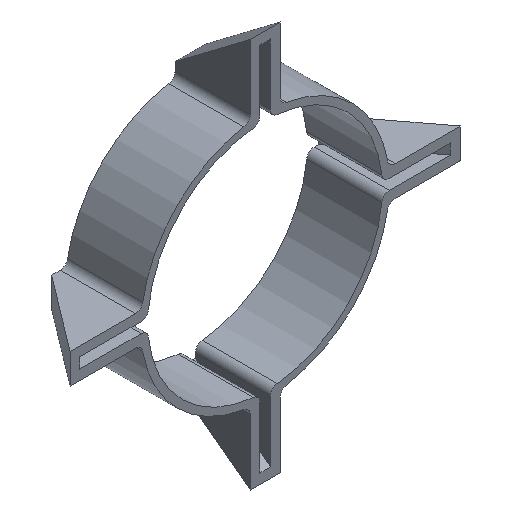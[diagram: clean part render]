
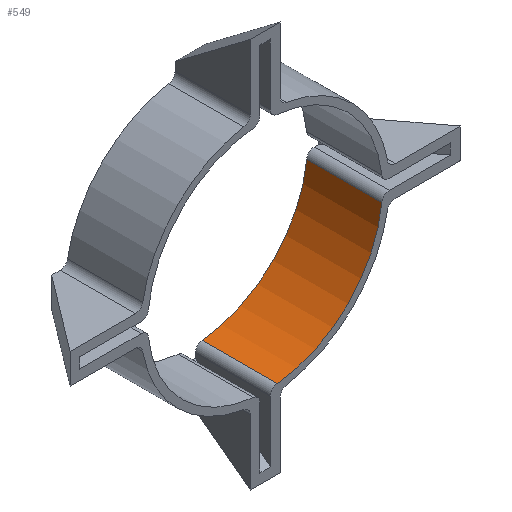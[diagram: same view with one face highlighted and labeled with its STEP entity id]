
A CAD part, isometric view. The second image highlights one B-rep face of the part: STEP entity #549.
In plain terms, the highlighted cylindrical face has radius 39.675 mm (diameter 79.35 mm), a partial arc.
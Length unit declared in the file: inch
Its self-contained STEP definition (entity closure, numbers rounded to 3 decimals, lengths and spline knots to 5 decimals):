
#8 = VERTEX_POINT ( 'NONE', #743 ) ;
#25 = CARTESIAN_POINT ( 'NONE',  ( 0., 0.5, 0. ) ) ;
#53 = LINE ( 'NONE', #72, #1100 ) ;
#72 = CARTESIAN_POINT ( 'NONE',  ( 0.15977, 0.5, -1.55381 ) ) ;
#135 = LINE ( 'NONE', #943, #1178 ) ;
#146 = CARTESIAN_POINT ( 'NONE',  ( 1.55381, 0.5, -0.15977 ) ) ;
#203 = DIRECTION ( 'NONE',  ( 0., -1., 0. ) ) ;
#406 = EDGE_CURVE ( 'NONE', #1542, #1337, #53, .T. ) ;
#429 = EDGE_CURVE ( 'NONE', #8, #1337, #1241, .T. ) ;
#548 = CARTESIAN_POINT ( 'NONE',  ( 0.15977, 0.5, -1.55381 ) ) ;
#549 = ADVANCED_FACE ( 'NONE', ( #1493 ), #650, .F. ) ;
#559 = ORIENTED_EDGE ( 'NONE', *, *, #656, .T. ) ;
#591 = AXIS2_PLACEMENT_3D ( 'NONE', #917, #778, #1093 ) ;
#620 = ORIENTED_EDGE ( 'NONE', *, *, #406, .T. ) ;
#650 = CYLINDRICAL_SURFACE ( 'NONE', #591, 1.562 ) ;
#656 = EDGE_CURVE ( 'NONE', #1003, #1542, #820, .T. ) ;
#667 = EDGE_LOOP ( 'NONE', ( #559, #620, #1710, #924 ) ) ;
#670 = DIRECTION ( 'NONE',  ( 0., 1., 0. ) ) ;
#743 = CARTESIAN_POINT ( 'NONE',  ( 1.55381, -0.5, -0.15977 ) ) ;
#778 = DIRECTION ( 'NONE',  ( 0., -1., 0. ) ) ;
#820 = CIRCLE ( 'NONE', #1440, 1.562 ) ;
#917 = CARTESIAN_POINT ( 'NONE',  ( 0., 0.5, 0. ) ) ;
#924 = ORIENTED_EDGE ( 'NONE', *, *, #1419, .T. ) ;
#943 = CARTESIAN_POINT ( 'NONE',  ( 1.55381, 0.5, -0.15977 ) ) ;
#971 = DIRECTION ( 'NONE',  ( 0., 1., 0. ) ) ;
#1003 = VERTEX_POINT ( 'NONE', #146 ) ;
#1093 = DIRECTION ( 'NONE',  ( 0., 0., -1. ) ) ;
#1100 = VECTOR ( 'NONE', #203, 39.37008 ) ;
#1178 = VECTOR ( 'NONE', #670, 39.37008 ) ;
#1191 = AXIS2_PLACEMENT_3D ( 'NONE', #1274, #1566, #1398 ) ;
#1241 = CIRCLE ( 'NONE', #1191, 1.562 ) ;
#1274 = CARTESIAN_POINT ( 'NONE',  ( 0., -0.5, 0. ) ) ;
#1337 = VERTEX_POINT ( 'NONE', #1409 ) ;
#1377 = DIRECTION ( 'NONE',  ( 0., 0., 1. ) ) ;
#1398 = DIRECTION ( 'NONE',  ( 0., 0., 1. ) ) ;
#1409 = CARTESIAN_POINT ( 'NONE',  ( 0.15977, -0.5, -1.55381 ) ) ;
#1419 = EDGE_CURVE ( 'NONE', #8, #1003, #135, .T. ) ;
#1440 = AXIS2_PLACEMENT_3D ( 'NONE', #25, #971, #1377 ) ;
#1493 = FACE_OUTER_BOUND ( 'NONE', #667, .T. ) ;
#1542 = VERTEX_POINT ( 'NONE', #548 ) ;
#1566 = DIRECTION ( 'NONE',  ( 0., 1., 0. ) ) ;
#1710 = ORIENTED_EDGE ( 'NONE', *, *, #429, .F. ) ;
